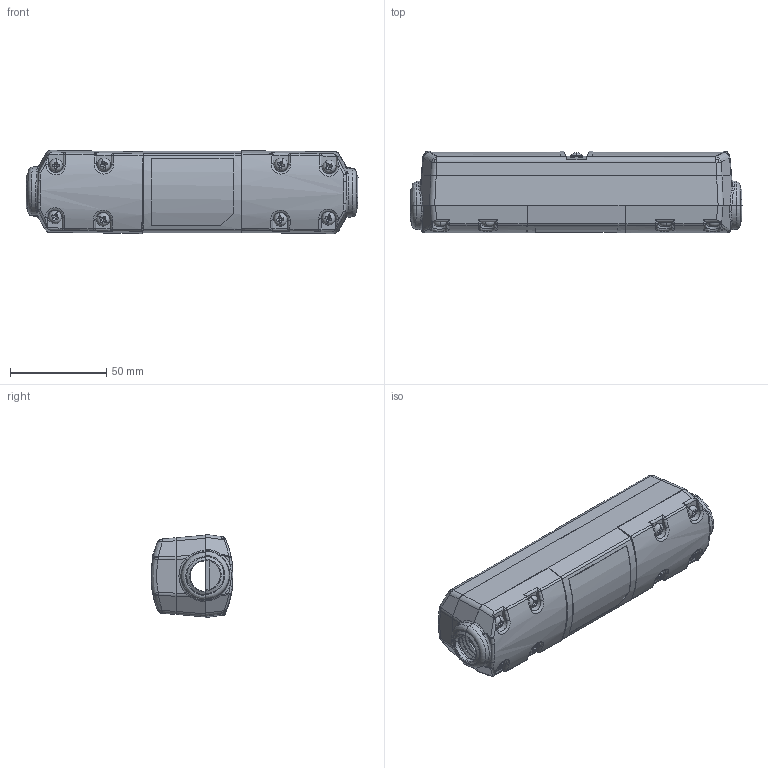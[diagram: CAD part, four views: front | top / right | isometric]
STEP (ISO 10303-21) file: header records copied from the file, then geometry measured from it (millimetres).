
FILE_DESCRIPTION (( 'STEP AP214' ), '1' );
FILE_NAME ('CATSTD-GSIM2-XXX.STEP', '2021-08-12T17:20:33', ( '' ), ( '' ), 'SwSTEP 2.0', 'SolidWorks 2020', '' );
FILE_SCHEMA (( 'AUTOMOTIVE_DESIGN' ));
Length unit declared in the file: inch
Products named in the file (1): CATSTD-GSIM2-XXX
Bounding box: 172.61 x 42.62 x 43.28 mm (x, y, z)
Surface area: 32312.5 mm2 (no closed solid volume)
Topology: 0 solids, 27 shells, 587 faces, 1803 edges, 1218 vertices
Faces by surface type: plane 268, bspline 118, cylinder 110, cone 45, torus 28, sphere 18
Entity records: 37338 total; most frequent: CARTESIAN_POINT 15437, ORIENTED_EDGE 3105, DIRECTION 2538, EDGE_CURVE 1800, VERTEX_POINT 1218, AXIS2_PLACEMENT_3D 881, VECTOR 776, LINE 776
